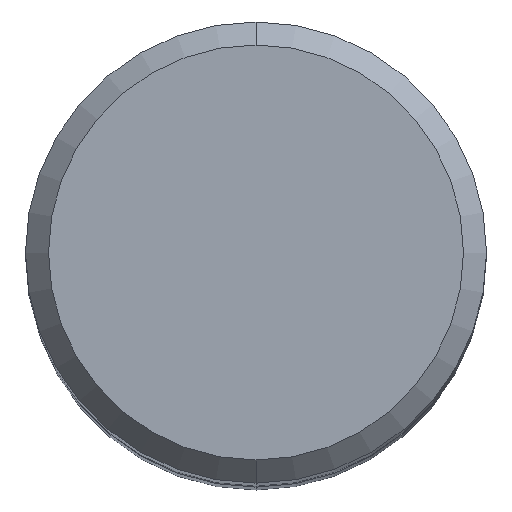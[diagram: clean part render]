
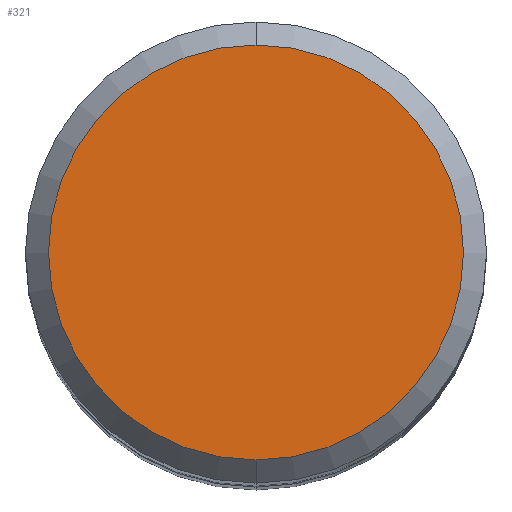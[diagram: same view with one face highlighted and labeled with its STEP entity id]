
A CAD part, top view. The second image highlights one B-rep face of the part: STEP entity #321.
In plain terms, the highlighted planar face has unit normal (0, 0, 1).
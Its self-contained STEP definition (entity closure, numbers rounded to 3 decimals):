
#221=VERTEX_POINT('',#608);
#321=ADVANCED_FACE('',(#721),#722,.T.);
#333=VERTEX_POINT('',#737);
#353=EDGE_CURVE('',#333,#221,#757,.T.);
#495=EDGE_CURVE('',#221,#333,#906,.T.);
#608=CARTESIAN_POINT('',(0.,-3.6,0.0));
#721=FACE_OUTER_BOUND('',#1222,.T.);
#722=PLANE('',#1223);
#737=CARTESIAN_POINT('',(0.0,3.6,0.0));
#757=CIRCLE('',#1309,3.6);
#906=CIRCLE('',#1578,3.6);
#1222=EDGE_LOOP('',(#1910,#1911));
#1223=AXIS2_PLACEMENT_3D('',#1912,#1913,#1914);
#1309=AXIS2_PLACEMENT_3D('',#1951,#1952,#1953);
#1578=AXIS2_PLACEMENT_3D('',#2096,#2097,#2098);
#1910=ORIENTED_EDGE('',*,*,#353,.F.);
#1911=ORIENTED_EDGE('',*,*,#495,.F.);
#1912=CARTESIAN_POINT('',(0.0,1.8,0.0));
#1913=DIRECTION('',(-0.0,0.0,1.0));
#1914=DIRECTION('',(0.0,-1.0,0.0));
#1951=CARTESIAN_POINT('',(0.0,0.0,0.0));
#1952=DIRECTION('',(0.0,0.0,-1.0));
#1953=DIRECTION('',(0.0,1.0,0.0));
#2096=CARTESIAN_POINT('',(0.0,0.0,0.0));
#2097=DIRECTION('',(0.0,0.0,-1.0));
#2098=DIRECTION('',(0.0,1.0,0.0));
